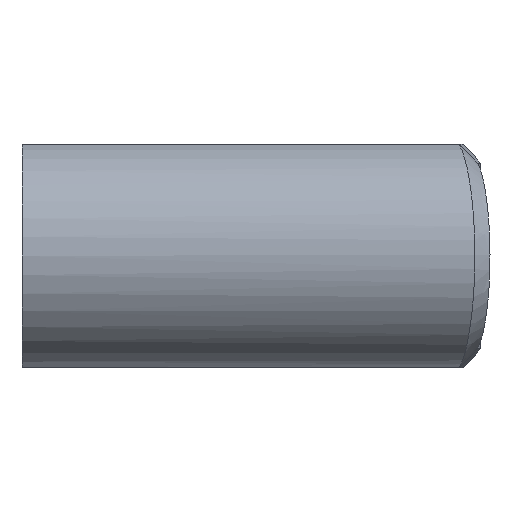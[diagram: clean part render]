
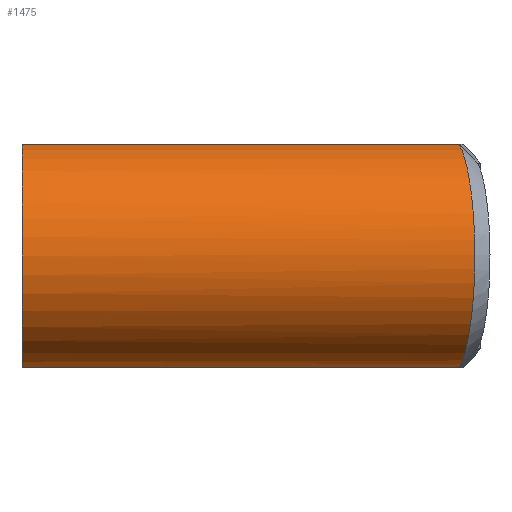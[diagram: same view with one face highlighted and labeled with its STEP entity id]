
A CAD part, front view. The second image highlights one B-rep face of the part: STEP entity #1475.
In plain terms, the highlighted cylindrical face has radius 18.5 mm (diameter 37 mm), a partial arc.
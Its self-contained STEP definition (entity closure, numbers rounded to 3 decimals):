
#29=B_SPLINE_CURVE_WITH_KNOTS('',3,(#2618,#2619,#2620,#2621,#2622,#2623,
#2624,#2625,#2626,#2627,#2628,#2629,#2630,#2631,#2632),.UNSPECIFIED.,.F.,
 .F.,(4,1,1,1,1,1,1,1,1,1,1,1,4),(3.067,3.779,4.491,
5.202,5.914,6.27,6.626,6.803,
7.07,7.337,7.693,7.782,8.049),
 .UNSPECIFIED.);
#30=B_SPLINE_CURVE_WITH_KNOTS('',3,(#2634,#2635,#2636,#2637),
 .UNSPECIFIED.,.F.,.F.,(4,4),(3.809,3.809),
 .UNSPECIFIED.);
#31=B_SPLINE_CURVE_WITH_KNOTS('',3,(#2638,#2639,#2640,#2641),
 .UNSPECIFIED.,.F.,.F.,(4,4),(2.402,2.403),
 .UNSPECIFIED.);
#35=CYLINDRICAL_SURFACE('',#1604,18.5);
#114=CIRCLE('',#1598,18.5);
#160=FACE_OUTER_BOUND('',#247,.T.);
#247=EDGE_LOOP('',(#1152,#1153,#1154,#1155,#1156,#1157));
#350=LINE('',#2089,#466);
#401=LINE('',#2239,#517);
#466=VECTOR('',#1692,10.);
#517=VECTOR('',#1795,10.);
#582=VERTEX_POINT('',#2086);
#583=VERTEX_POINT('',#2088);
#652=VERTEX_POINT('',#2236);
#653=VERTEX_POINT('',#2238);
#686=VERTEX_POINT('',#2546);
#689=VERTEX_POINT('',#2589);
#735=EDGE_CURVE('',#582,#583,#350,.T.);
#809=EDGE_CURVE('',#653,#652,#401,.T.);
#847=EDGE_CURVE('',#582,#653,#114,.T.);
#866=EDGE_CURVE('',#689,#686,#29,.T.);
#867=EDGE_CURVE('',#583,#689,#30,.T.);
#868=EDGE_CURVE('',#686,#652,#31,.T.);
#1152=ORIENTED_EDGE('',*,*,#866,.F.);
#1153=ORIENTED_EDGE('',*,*,#867,.F.);
#1154=ORIENTED_EDGE('',*,*,#735,.F.);
#1155=ORIENTED_EDGE('',*,*,#847,.T.);
#1156=ORIENTED_EDGE('',*,*,#809,.T.);
#1157=ORIENTED_EDGE('',*,*,#868,.F.);
#1475=ADVANCED_FACE('',(#160),#35,.T.);
#1598=AXIS2_PLACEMENT_3D('',#2317,#1871,#1872);
#1604=AXIS2_PLACEMENT_3D('',#2633,#1886,#1887);
#1692=DIRECTION('',(1.,0.,0.));
#1795=DIRECTION('',(1.,0.,0.));
#1871=DIRECTION('center_axis',(1.,0.,0.));
#1872=DIRECTION('ref_axis',(0.,0.,-1.));
#1886=DIRECTION('center_axis',(1.,0.,0.));
#1887=DIRECTION('ref_axis',(0.,0.,-1.));
#2086=CARTESIAN_POINT('',(0.,-4.272,18.));
#2088=CARTESIAN_POINT('',(70.543,-4.272,18.));
#2089=CARTESIAN_POINT('',(0.,-4.272,18.));
#2236=CARTESIAN_POINT('',(70.543,-4.272,-18.));
#2238=CARTESIAN_POINT('',(0.,-4.272,-18.));
#2239=CARTESIAN_POINT('',(0.,-4.272,-18.));
#2317=CARTESIAN_POINT('Origin',(0.,0.,0.));
#2546=CARTESIAN_POINT('',(70.547,-4.28,-17.998));
#2589=CARTESIAN_POINT('',(70.547,-4.28,17.998));
#2618=CARTESIAN_POINT('Ctrl Pts',(70.547,-4.28,17.998));
#2619=CARTESIAN_POINT('Ctrl Pts',(70.916,-6.557,17.457));
#2620=CARTESIAN_POINT('Ctrl Pts',(71.652,-10.867,15.507));
#2621=CARTESIAN_POINT('Ctrl Pts',(72.567,-15.791,10.46));
#2622=CARTESIAN_POINT('Ctrl Pts',(73.098,-18.493,3.984));
#2623=CARTESIAN_POINT('Ctrl Pts',(73.136,-18.683,-1.816));
#2624=CARTESIAN_POINT('Ctrl Pts',(72.888,-17.425,-6.578));
#2625=CARTESIAN_POINT('Ctrl Pts',(72.624,-16.06,-9.322));
#2626=CARTESIAN_POINT('Ctrl Pts',(72.329,-14.498,-11.562));
#2627=CARTESIAN_POINT('Ctrl Pts',(72.044,-12.965,-13.284));
#2628=CARTESIAN_POINT('Ctrl Pts',(71.629,-10.67,-15.226));
#2629=CARTESIAN_POINT('Ctrl Pts',(71.261,-8.563,-16.458));
#2630=CARTESIAN_POINT('Ctrl Pts',(70.884,-6.338,-17.415));
#2631=CARTESIAN_POINT('Ctrl Pts',(70.691,-5.171,-17.786));
#2632=CARTESIAN_POINT('Ctrl Pts',(70.547,-4.28,-17.998));
#2633=CARTESIAN_POINT('Origin',(0.,0.,0.));
#2634=CARTESIAN_POINT('Ctrl Pts',(70.543,-4.272,18.));
#2635=CARTESIAN_POINT('Ctrl Pts',(70.544,-4.275,17.999));
#2636=CARTESIAN_POINT('Ctrl Pts',(70.546,-4.277,17.999));
#2637=CARTESIAN_POINT('Ctrl Pts',(70.547,-4.28,17.998));
#2638=CARTESIAN_POINT('Ctrl Pts',(70.547,-4.28,-17.998));
#2639=CARTESIAN_POINT('Ctrl Pts',(70.546,-4.277,-17.999));
#2640=CARTESIAN_POINT('Ctrl Pts',(70.544,-4.275,-17.999));
#2641=CARTESIAN_POINT('Ctrl Pts',(70.543,-4.272,-18.));
